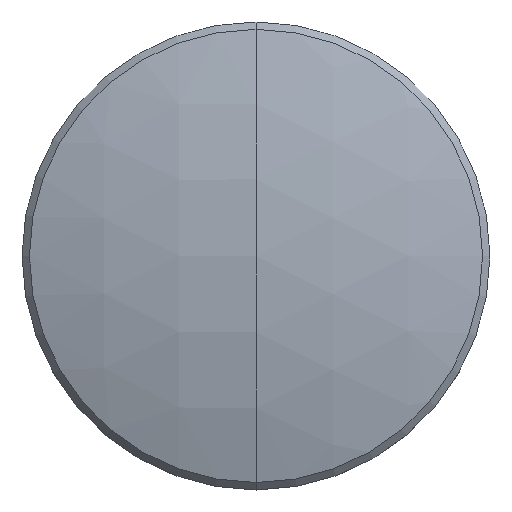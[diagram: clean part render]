
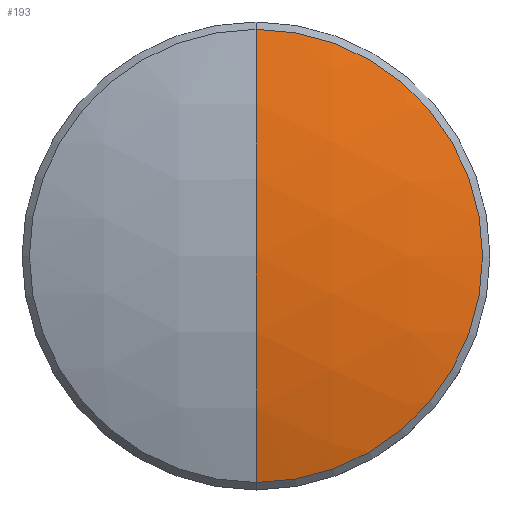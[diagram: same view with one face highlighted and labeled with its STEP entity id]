
A CAD part, top view. The second image highlights one B-rep face of the part: STEP entity #193.
In plain terms, the highlighted spherical face has radius 21.04 mm.
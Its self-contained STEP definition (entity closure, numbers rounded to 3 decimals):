
#6 = DIRECTION ( 'NONE',  ( 0., 1., 0. ) ) ;
#7 = FACE_OUTER_BOUND ( 'NONE', #204, .T. ) ;
#48 = CARTESIAN_POINT ( 'NONE',  ( 0., -6.15, 0.571 ) ) ;
#58 = DIRECTION ( 'NONE',  ( 0., 0., 1. ) ) ;
#65 = CIRCLE ( 'NONE', #256, 6.15 ) ;
#71 = VERTEX_POINT ( 'NONE', #48 ) ;
#72 = CARTESIAN_POINT ( 'NONE',  ( 0., 0., 0.571 ) ) ;
#78 = CARTESIAN_POINT ( 'NONE',  ( 0., 0., -19.55 ) ) ;
#89 = AXIS2_PLACEMENT_3D ( 'NONE', #78, #150, #173 ) ;
#97 = ORIENTED_EDGE ( 'NONE', *, *, #113, .F. ) ;
#103 = CARTESIAN_POINT ( 'NONE',  ( 0., 0., -19.55 ) ) ;
#111 = CIRCLE ( 'NONE', #209, 21.04 ) ;
#113 = EDGE_CURVE ( 'NONE', #296, #71, #65, .T. ) ;
#118 = DIRECTION ( 'NONE',  ( 0., 1., 0. ) ) ;
#120 = CARTESIAN_POINT ( 'NONE',  ( 0., 0., 1.49 ) ) ;
#145 = ORIENTED_EDGE ( 'NONE', *, *, #201, .F. ) ;
#150 = DIRECTION ( 'NONE',  ( 1., 0., 0. ) ) ;
#151 = SPHERICAL_SURFACE ( 'NONE', #89, 21.04 ) ;
#171 = CARTESIAN_POINT ( 'NONE',  ( 0., 0., -19.55 ) ) ;
#173 = DIRECTION ( 'NONE',  ( 0., 1., 0. ) ) ;
#179 = EDGE_CURVE ( 'NONE', #251, #71, #226, .T. ) ;
#193 = ADVANCED_FACE ( 'NONE', ( #7 ), #151, .T. ) ;
#201 = EDGE_CURVE ( 'NONE', #251, #296, #111, .T. ) ;
#204 = EDGE_LOOP ( 'NONE', ( #145, #289, #97 ) ) ;
#209 = AXIS2_PLACEMENT_3D ( 'NONE', #171, #243, #58 ) ;
#226 = CIRCLE ( 'NONE', #252, 21.04 ) ;
#231 = DIRECTION ( 'NONE',  ( 0., 0., -1. ) ) ;
#240 = CARTESIAN_POINT ( 'NONE',  ( 0., 6.15, 0.571 ) ) ;
#243 = DIRECTION ( 'NONE',  ( -1., 0., 0. ) ) ;
#251 = VERTEX_POINT ( 'NONE', #120 ) ;
#252 = AXIS2_PLACEMENT_3D ( 'NONE', #103, #290, #6 ) ;
#256 = AXIS2_PLACEMENT_3D ( 'NONE', #72, #231, #118 ) ;
#289 = ORIENTED_EDGE ( 'NONE', *, *, #179, .T. ) ;
#290 = DIRECTION ( 'NONE',  ( 1., 0., 0. ) ) ;
#296 = VERTEX_POINT ( 'NONE', #240 ) ;
